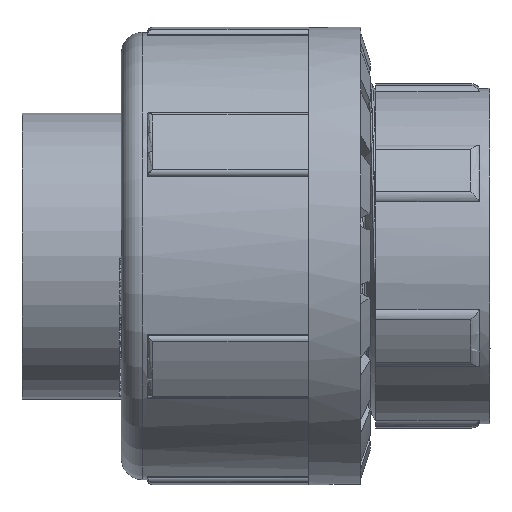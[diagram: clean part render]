
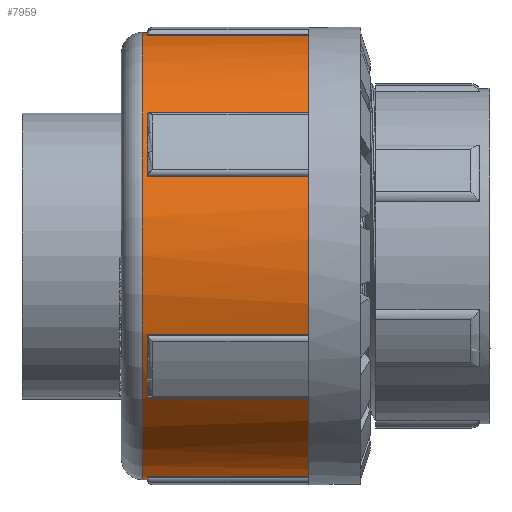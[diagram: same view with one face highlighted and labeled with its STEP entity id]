
A CAD part, top view. The second image highlights one B-rep face of the part: STEP entity #7959.
In plain terms, the highlighted cylindrical face has radius 21.5 mm (diameter 43 mm), a full revolution.
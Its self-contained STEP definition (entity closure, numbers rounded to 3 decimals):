
#859=LINE('',#19907,#1582);
#867=LINE('',#19968,#1590);
#875=LINE('',#20029,#1598);
#883=LINE('',#20090,#1606);
#891=LINE('',#20151,#1614);
#892=LINE('',#20154,#1615);
#894=LINE('',#20162,#1617);
#896=LINE('',#20170,#1619);
#898=LINE('',#20178,#1621);
#900=LINE('',#20186,#1623);
#910=LINE('',#20272,#1633);
#911=LINE('',#20274,#1634);
#1582=VECTOR('',#9766,10.);
#1590=VECTOR('',#9802,10.);
#1598=VECTOR('',#9838,10.);
#1606=VECTOR('',#9874,10.);
#1614=VECTOR('',#9910,10.);
#1615=VECTOR('',#9913,10.);
#1617=VECTOR('',#9925,10.);
#1619=VECTOR('',#9937,10.);
#1621=VECTOR('',#9949,10.);
#1623=VECTOR('',#9961,10.);
#1633=VECTOR('',#10043,10.);
#1634=VECTOR('',#10046,10.);
#1827=CYLINDRICAL_SURFACE('',#8610,21.5);
#1881=FACE_BOUND('',#2809,.T.);
#2318=FACE_OUTER_BOUND('',#2808,.T.);
#2808=EDGE_LOOP('',(#7131,#7132,#7133,#7134,#7135,#7136,#7137,#7138,#7139,
#7140,#7141,#7142,#7143,#7144,#7145,#7146,#7147,#7148,#7149,#7150,#7151,
#7152,#7153,#7154));
#2809=EDGE_LOOP('',(#7155));
#2915=CIRCLE('',#8305,21.5);
#2924=CIRCLE('',#8319,21.5);
#2933=CIRCLE('',#8333,21.5);
#2942=CIRCLE('',#8347,21.5);
#2951=CIRCLE('',#8361,21.5);
#2962=CIRCLE('',#8389,21.5);
#2965=CIRCLE('',#8393,21.5);
#2967=CIRCLE('',#8396,21.5);
#2969=CIRCLE('',#8399,21.5);
#2971=CIRCLE('',#8402,21.5);
#2975=CIRCLE('',#8407,21.5);
#2982=CIRCLE('',#8418,21.5);
#3076=CIRCLE('',#8609,21.5);
#3589=VERTEX_POINT('',#19899);
#3590=VERTEX_POINT('',#19901);
#3591=VERTEX_POINT('',#19905);
#3604=VERTEX_POINT('',#19960);
#3605=VERTEX_POINT('',#19962);
#3606=VERTEX_POINT('',#19966);
#3619=VERTEX_POINT('',#20021);
#3620=VERTEX_POINT('',#20023);
#3621=VERTEX_POINT('',#20027);
#3634=VERTEX_POINT('',#20082);
#3635=VERTEX_POINT('',#20084);
#3636=VERTEX_POINT('',#20088);
#3649=VERTEX_POINT('',#20143);
#3650=VERTEX_POINT('',#20145);
#3651=VERTEX_POINT('',#20149);
#3652=VERTEX_POINT('',#20153);
#3653=VERTEX_POINT('',#20161);
#3654=VERTEX_POINT('',#20169);
#3655=VERTEX_POINT('',#20177);
#3656=VERTEX_POINT('',#20185);
#3657=VERTEX_POINT('',#20193);
#3662=VERTEX_POINT('',#20217);
#3671=VERTEX_POINT('',#20266);
#3672=VERTEX_POINT('',#20268);
#3818=VERTEX_POINT('',#20752);
#4580=EDGE_CURVE('',#3590,#3589,#2915,.T.);
#4583=EDGE_CURVE('',#3589,#3591,#859,.T.);
#4599=EDGE_CURVE('',#3605,#3604,#2924,.T.);
#4602=EDGE_CURVE('',#3604,#3606,#867,.T.);
#4618=EDGE_CURVE('',#3620,#3619,#2933,.T.);
#4621=EDGE_CURVE('',#3619,#3621,#875,.T.);
#4637=EDGE_CURVE('',#3635,#3634,#2942,.T.);
#4640=EDGE_CURVE('',#3634,#3636,#883,.T.);
#4656=EDGE_CURVE('',#3650,#3649,#2951,.T.);
#4659=EDGE_CURVE('',#3649,#3651,#891,.T.);
#4660=EDGE_CURVE('',#3652,#3590,#892,.T.);
#4664=EDGE_CURVE('',#3653,#3605,#894,.T.);
#4668=EDGE_CURVE('',#3654,#3620,#896,.T.);
#4672=EDGE_CURVE('',#3655,#3635,#898,.T.);
#4676=EDGE_CURVE('',#3656,#3650,#900,.T.);
#4680=EDGE_CURVE('',#3657,#3656,#2962,.T.);
#4684=EDGE_CURVE('',#3651,#3655,#2965,.T.);
#4686=EDGE_CURVE('',#3636,#3654,#2967,.T.);
#4688=EDGE_CURVE('',#3621,#3653,#2969,.T.);
#4690=EDGE_CURVE('',#3606,#3652,#2971,.T.);
#4695=EDGE_CURVE('',#3591,#3662,#2975,.T.);
#4709=EDGE_CURVE('',#3672,#3671,#2982,.T.);
#4711=EDGE_CURVE('',#3671,#3657,#910,.T.);
#4712=EDGE_CURVE('',#3662,#3672,#911,.T.);
#4950=EDGE_CURVE('',#3818,#3818,#3076,.T.);
#7131=ORIENTED_EDGE('',*,*,#4583,.T.);
#7132=ORIENTED_EDGE('',*,*,#4695,.T.);
#7133=ORIENTED_EDGE('',*,*,#4712,.T.);
#7134=ORIENTED_EDGE('',*,*,#4709,.T.);
#7135=ORIENTED_EDGE('',*,*,#4711,.T.);
#7136=ORIENTED_EDGE('',*,*,#4680,.T.);
#7137=ORIENTED_EDGE('',*,*,#4676,.T.);
#7138=ORIENTED_EDGE('',*,*,#4656,.T.);
#7139=ORIENTED_EDGE('',*,*,#4659,.T.);
#7140=ORIENTED_EDGE('',*,*,#4684,.T.);
#7141=ORIENTED_EDGE('',*,*,#4672,.T.);
#7142=ORIENTED_EDGE('',*,*,#4637,.T.);
#7143=ORIENTED_EDGE('',*,*,#4640,.T.);
#7144=ORIENTED_EDGE('',*,*,#4686,.T.);
#7145=ORIENTED_EDGE('',*,*,#4668,.T.);
#7146=ORIENTED_EDGE('',*,*,#4618,.T.);
#7147=ORIENTED_EDGE('',*,*,#4621,.T.);
#7148=ORIENTED_EDGE('',*,*,#4688,.T.);
#7149=ORIENTED_EDGE('',*,*,#4664,.T.);
#7150=ORIENTED_EDGE('',*,*,#4599,.T.);
#7151=ORIENTED_EDGE('',*,*,#4602,.T.);
#7152=ORIENTED_EDGE('',*,*,#4690,.T.);
#7153=ORIENTED_EDGE('',*,*,#4660,.T.);
#7154=ORIENTED_EDGE('',*,*,#4580,.T.);
#7155=ORIENTED_EDGE('',*,*,#4950,.F.);
#7959=ADVANCED_FACE('',(#2318,#1881),#1827,.T.);
#8305=AXIS2_PLACEMENT_3D('',#19902,#9760,#9761);
#8319=AXIS2_PLACEMENT_3D('',#19963,#9796,#9797);
#8333=AXIS2_PLACEMENT_3D('',#20024,#9832,#9833);
#8347=AXIS2_PLACEMENT_3D('',#20085,#9868,#9869);
#8361=AXIS2_PLACEMENT_3D('',#20146,#9904,#9905);
#8389=AXIS2_PLACEMENT_3D('',#20194,#9973,#9974);
#8393=AXIS2_PLACEMENT_3D('',#20201,#9982,#9983);
#8396=AXIS2_PLACEMENT_3D('',#20204,#9988,#9989);
#8399=AXIS2_PLACEMENT_3D('',#20207,#9994,#9995);
#8402=AXIS2_PLACEMENT_3D('',#20210,#10000,#10001);
#8407=AXIS2_PLACEMENT_3D('',#20219,#10011,#10012);
#8418=AXIS2_PLACEMENT_3D('',#20269,#10038,#10039);
#8609=AXIS2_PLACEMENT_3D('',#20753,#10567,#10568);
#8610=AXIS2_PLACEMENT_3D('',#20754,#10569,#10570);
#9760=DIRECTION('center_axis',(-1.,0.,0.));
#9761=DIRECTION('ref_axis',(0.,-1.,0.));
#9766=DIRECTION('',(1.,0.,0.));
#9796=DIRECTION('center_axis',(-1.,0.,0.));
#9797=DIRECTION('ref_axis',(0.,-1.,0.));
#9802=DIRECTION('',(1.,0.,0.));
#9832=DIRECTION('center_axis',(-1.,0.,0.));
#9833=DIRECTION('ref_axis',(0.,-1.,0.));
#9838=DIRECTION('',(1.,0.,0.));
#9868=DIRECTION('center_axis',(-1.,0.,0.));
#9869=DIRECTION('ref_axis',(0.,-1.,0.));
#9874=DIRECTION('',(1.,0.,0.));
#9904=DIRECTION('center_axis',(-1.,0.,0.));
#9905=DIRECTION('ref_axis',(0.,-1.,0.));
#9910=DIRECTION('',(1.,0.,0.));
#9913=DIRECTION('',(-1.,0.,0.));
#9925=DIRECTION('',(-1.,0.,0.));
#9937=DIRECTION('',(-1.,0.,0.));
#9949=DIRECTION('',(-1.,0.,0.));
#9961=DIRECTION('',(-1.,0.,0.));
#9973=DIRECTION('center_axis',(-1.,0.,0.));
#9974=DIRECTION('ref_axis',(0.,-1.,0.));
#9982=DIRECTION('center_axis',(-1.,0.,0.));
#9983=DIRECTION('ref_axis',(0.,-1.,0.));
#9988=DIRECTION('center_axis',(-1.,0.,0.));
#9989=DIRECTION('ref_axis',(0.,-1.,0.));
#9994=DIRECTION('center_axis',(-1.,0.,0.));
#9995=DIRECTION('ref_axis',(0.,-1.,0.));
#10000=DIRECTION('center_axis',(-1.,0.,0.));
#10001=DIRECTION('ref_axis',(0.,-1.,0.));
#10011=DIRECTION('center_axis',(-1.,0.,0.));
#10012=DIRECTION('ref_axis',(0.,-1.,0.));
#10038=DIRECTION('center_axis',(-1.,0.,0.));
#10039=DIRECTION('ref_axis',(0.,-1.,0.));
#10043=DIRECTION('',(1.,0.,0.));
#10046=DIRECTION('',(-1.,0.,0.));
#10567=DIRECTION('center_axis',(-1.,0.,0.));
#10568=DIRECTION('ref_axis',(0.,1.,0.));
#10569=DIRECTION('center_axis',(-1.,0.,0.));
#10570=DIRECTION('ref_axis',(0.,-1.,0.));
#19899=CARTESIAN_POINT('',(2.5,13.618,16.637));
#19901=CARTESIAN_POINT('',(2.5,7.599,20.112));
#19902=CARTESIAN_POINT('Origin',(2.5,0.,0.));
#19905=CARTESIAN_POINT('',(18.,13.618,16.637));
#19907=CARTESIAN_POINT('',(11.5,13.618,16.637));
#19960=CARTESIAN_POINT('',(2.5,-7.599,20.112));
#19962=CARTESIAN_POINT('',(2.5,-13.618,16.637));
#19963=CARTESIAN_POINT('Origin',(2.5,0.,0.));
#19966=CARTESIAN_POINT('',(18.,-7.599,20.112));
#19968=CARTESIAN_POINT('',(11.5,-7.599,20.112));
#20021=CARTESIAN_POINT('',(2.5,-21.217,3.475));
#20023=CARTESIAN_POINT('',(2.5,-21.217,-3.475));
#20024=CARTESIAN_POINT('Origin',(2.5,0.,0.));
#20027=CARTESIAN_POINT('',(18.,-21.217,3.475));
#20029=CARTESIAN_POINT('',(11.5,-21.217,3.475));
#20082=CARTESIAN_POINT('',(2.5,-13.618,-16.637));
#20084=CARTESIAN_POINT('',(2.5,-7.599,-20.112));
#20085=CARTESIAN_POINT('Origin',(2.5,0.,0.));
#20088=CARTESIAN_POINT('',(18.,-13.618,-16.637));
#20090=CARTESIAN_POINT('',(11.5,-13.618,-16.637));
#20143=CARTESIAN_POINT('',(2.5,7.599,-20.112));
#20145=CARTESIAN_POINT('',(2.5,13.618,-16.637));
#20146=CARTESIAN_POINT('Origin',(2.5,0.,0.));
#20149=CARTESIAN_POINT('',(18.,7.599,-20.112));
#20151=CARTESIAN_POINT('',(11.5,7.599,-20.112));
#20153=CARTESIAN_POINT('',(18.,7.599,20.112));
#20154=CARTESIAN_POINT('',(11.5,7.599,20.112));
#20161=CARTESIAN_POINT('',(18.,-13.618,16.637));
#20162=CARTESIAN_POINT('',(11.5,-13.618,16.637));
#20169=CARTESIAN_POINT('',(18.,-21.217,-3.475));
#20170=CARTESIAN_POINT('',(11.5,-21.217,-3.475));
#20177=CARTESIAN_POINT('',(18.,-7.599,-20.112));
#20178=CARTESIAN_POINT('',(11.5,-7.599,-20.112));
#20185=CARTESIAN_POINT('',(18.,13.618,-16.637));
#20186=CARTESIAN_POINT('',(11.5,13.618,-16.637));
#20193=CARTESIAN_POINT('',(18.,21.217,-3.475));
#20194=CARTESIAN_POINT('Origin',(18.,0.,0.));
#20201=CARTESIAN_POINT('Origin',(18.,0.,0.));
#20204=CARTESIAN_POINT('Origin',(18.,0.,0.));
#20207=CARTESIAN_POINT('Origin',(18.,0.,0.));
#20210=CARTESIAN_POINT('Origin',(18.,0.,0.));
#20217=CARTESIAN_POINT('',(18.,21.217,3.475));
#20219=CARTESIAN_POINT('Origin',(18.,0.,0.));
#20266=CARTESIAN_POINT('',(2.5,21.217,-3.475));
#20268=CARTESIAN_POINT('',(2.5,21.217,3.475));
#20269=CARTESIAN_POINT('Origin',(2.5,0.,0.));
#20272=CARTESIAN_POINT('',(11.5,21.217,-3.475));
#20274=CARTESIAN_POINT('',(11.5,21.217,3.475));
#20752=CARTESIAN_POINT('',(2.,-21.5,0.));
#20753=CARTESIAN_POINT('Origin',(2.,0.,0.));
#20754=CARTESIAN_POINT('Origin',(11.5,0.,0.));
